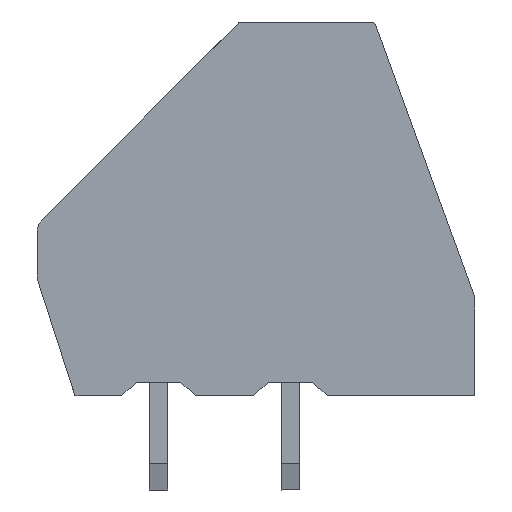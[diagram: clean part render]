
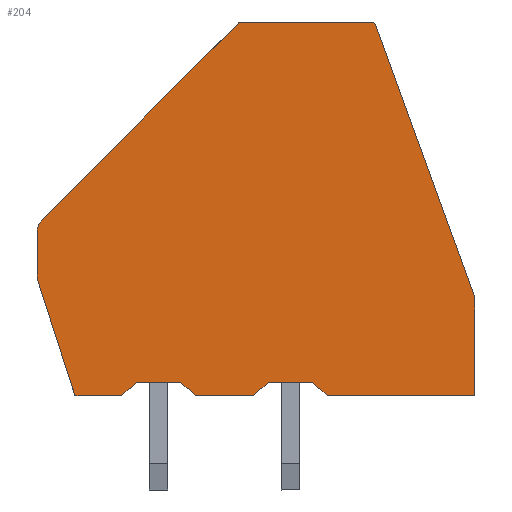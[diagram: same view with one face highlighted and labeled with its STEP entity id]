
A CAD part, front view. The second image highlights one B-rep face of the part: STEP entity #204.
In plain terms, the highlighted planar face has unit normal (0, -1, 0).
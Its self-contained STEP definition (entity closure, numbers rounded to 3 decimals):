
#204 = ADVANCED_FACE( '', ( #525 ), #526, .T. );
#525 = FACE_OUTER_BOUND( '', #1016, .T. );
#526 = PLANE( '', #1017 );
#1016 = EDGE_LOOP( '', ( #1475, #1476, #1477, #1478, #1479, #1480, #1481, #1482, #1483, #1484, #1485, #1486, #1487, #1488, #1489, #1490, #1491, #1492, #1493 ) );
#1017 = AXIS2_PLACEMENT_3D( '', #1494, #1495, #1496 );
#1475 = ORIENTED_EDGE( '', *, *, #2590, .F. );
#1476 = ORIENTED_EDGE( '', *, *, #2591, .F. );
#1477 = ORIENTED_EDGE( '', *, *, #2592, .F. );
#1478 = ORIENTED_EDGE( '', *, *, #2593, .T. );
#1479 = ORIENTED_EDGE( '', *, *, #2594, .T. );
#1480 = ORIENTED_EDGE( '', *, *, #2595, .T. );
#1481 = ORIENTED_EDGE( '', *, *, #2596, .T. );
#1482 = ORIENTED_EDGE( '', *, *, #2597, .T. );
#1483 = ORIENTED_EDGE( '', *, *, #2598, .T. );
#1484 = ORIENTED_EDGE( '', *, *, #2599, .T. );
#1485 = ORIENTED_EDGE( '', *, *, #2600, .T. );
#1486 = ORIENTED_EDGE( '', *, *, #2601, .T. );
#1487 = ORIENTED_EDGE( '', *, *, #2602, .T. );
#1488 = ORIENTED_EDGE( '', *, *, #2603, .T. );
#1489 = ORIENTED_EDGE( '', *, *, #2604, .T. );
#1490 = ORIENTED_EDGE( '', *, *, #2605, .F. );
#1491 = ORIENTED_EDGE( '', *, *, #2606, .F. );
#1492 = ORIENTED_EDGE( '', *, *, #2607, .F. );
#1493 = ORIENTED_EDGE( '', *, *, #2608, .T. );
#1494 = CARTESIAN_POINT( '', ( 57.583, 133.327, -37.014 ) );
#1495 = DIRECTION( '', ( 0., -1., 0. ) );
#1496 = DIRECTION( '', ( 0., 0., -1. ) );
#2590 = EDGE_CURVE( '', #3040, #3041, #3042, .T. );
#2591 = EDGE_CURVE( '', #3043, #3040, #3044, .T. );
#2592 = EDGE_CURVE( '', #3045, #3043, #3046, .T. );
#2593 = EDGE_CURVE( '', #3045, #3047, #3048, .T. );
#2594 = EDGE_CURVE( '', #3047, #3049, #3050, .T. );
#2595 = EDGE_CURVE( '', #3049, #3051, #3052, .T. );
#2596 = EDGE_CURVE( '', #3051, #3053, #3054, .T. );
#2597 = EDGE_CURVE( '', #3053, #3055, #3056, .T. );
#2598 = EDGE_CURVE( '', #3055, #3057, #3058, .T. );
#2599 = EDGE_CURVE( '', #3057, #3059, #3060, .T. );
#2600 = EDGE_CURVE( '', #3059, #3061, #3062, .T. );
#2601 = EDGE_CURVE( '', #3061, #3063, #3064, .T. );
#2602 = EDGE_CURVE( '', #3063, #3065, #3066, .T. );
#2603 = EDGE_CURVE( '', #3065, #3067, #3068, .T. );
#2604 = EDGE_CURVE( '', #3067, #3069, #3070, .T. );
#2605 = EDGE_CURVE( '', #3071, #3069, #3072, .T. );
#2606 = EDGE_CURVE( '', #3073, #3071, #3074, .T. );
#2607 = EDGE_CURVE( '', #3075, #3073, #3076, .T. );
#2608 = EDGE_CURVE( '', #3075, #3041, #3077, .T. );
#3040 = VERTEX_POINT( '', #3705 );
#3041 = VERTEX_POINT( '', #3706 );
#3042 = LINE( '', #3707, #3708 );
#3043 = VERTEX_POINT( '', #3709 );
#3044 = LINE( '', #3710, #3711 );
#3045 = VERTEX_POINT( '', #3712 );
#3046 = LINE( '', #3713, #3714 );
#3047 = VERTEX_POINT( '', #3715 );
#3048 = LINE( '', #3716, #3717 );
#3049 = VERTEX_POINT( '', #3718 );
#3050 = LINE( '', #3719, #3720 );
#3051 = VERTEX_POINT( '', #3721 );
#3052 = LINE( '', #3722, #3723 );
#3053 = VERTEX_POINT( '', #3724 );
#3054 = CIRCLE( '', #3725, 0.2 );
#3055 = VERTEX_POINT( '', #3726 );
#3056 = LINE( '', #3727, #3728 );
#3057 = VERTEX_POINT( '', #3729 );
#3058 = CIRCLE( '', #3730, 0.2 );
#3059 = VERTEX_POINT( '', #3731 );
#3060 = LINE( '', #3732, #3733 );
#3061 = VERTEX_POINT( '', #3734 );
#3062 = CIRCLE( '', #3735, 0.8 );
#3063 = VERTEX_POINT( '', #3736 );
#3064 = LINE( '', #3737, #3738 );
#3065 = VERTEX_POINT( '', #3739 );
#3066 = CIRCLE( '', #3740, 0.8 );
#3067 = VERTEX_POINT( '', #3741 );
#3068 = LINE( '', #3742, #3743 );
#3069 = VERTEX_POINT( '', #3744 );
#3070 = LINE( '', #3745, #3746 );
#3071 = VERTEX_POINT( '', #3747 );
#3072 = LINE( '', #3748, #3749 );
#3073 = VERTEX_POINT( '', #3750 );
#3074 = LINE( '', #3751, #3752 );
#3075 = VERTEX_POINT( '', #3753 );
#3076 = LINE( '', #3754, #3755 );
#3077 = LINE( '', #3756, #3757 );
#3705 = CARTESIAN_POINT( '', ( 53.654, 133.327, -50.614 ) );
#3706 = CARTESIAN_POINT( '', ( 53.058, 133.327, -51.114 ) );
#3707 = CARTESIAN_POINT( '', ( 62.656, 133.327, -43.06 ) );
#3708 = VECTOR( '', #4777, 1000. );
#3709 = CARTESIAN_POINT( '', ( 55.354, 133.327, -50.614 ) );
#3710 = CARTESIAN_POINT( '', ( 57.583, 133.327, -50.614 ) );
#3711 = VECTOR( '', #4778, 1000. );
#3712 = CARTESIAN_POINT( '', ( 55.95, 133.327, -51.114 ) );
#3713 = CARTESIAN_POINT( '', ( 49.965, 133.327, -46.093 ) );
#3714 = VECTOR( '', #4779, 1000. );
#3715 = CARTESIAN_POINT( '', ( 61.564, 133.327, -51.114 ) );
#3716 = CARTESIAN_POINT( '', ( 61.564, 133.327, -51.114 ) );
#3717 = VECTOR( '', #4780, 1000. );
#3718 = CARTESIAN_POINT( '', ( 61.564, 133.327, -47.366 ) );
#3719 = CARTESIAN_POINT( '', ( 61.564, 133.327, -47.366 ) );
#3720 = VECTOR( '', #4781, 1000. );
#3721 = CARTESIAN_POINT( '', ( 57.771, 133.327, -36.946 ) );
#3722 = CARTESIAN_POINT( '', ( 57.771, 133.327, -36.946 ) );
#3723 = VECTOR( '', #4782, 1000. );
#3724 = CARTESIAN_POINT( '', ( 57.583, 133.327, -36.814 ) );
#3725 = AXIS2_PLACEMENT_3D( '', #4783, #4784, #4785 );
#3726 = CARTESIAN_POINT( '', ( 52.647, 133.327, -36.814 ) );
#3727 = CARTESIAN_POINT( '', ( 52.647, 133.327, -36.814 ) );
#3728 = VECTOR( '', #4786, 1000. );
#3729 = CARTESIAN_POINT( '', ( 52.505, 133.327, -36.873 ) );
#3730 = AXIS2_PLACEMENT_3D( '', #4787, #4788, #4789 );
#3731 = CARTESIAN_POINT( '', ( 45.048, 133.327, -44.33 ) );
#3732 = CARTESIAN_POINT( '', ( 45.048, 133.327, -44.33 ) );
#3733 = VECTOR( '', #4790, 1000. );
#3734 = CARTESIAN_POINT( '', ( 44.814, 133.327, -44.895 ) );
#3735 = AXIS2_PLACEMENT_3D( '', #4791, #4792, #4793 );
#3736 = CARTESIAN_POINT( '', ( 44.814, 133.327, -46.488 ) );
#3737 = CARTESIAN_POINT( '', ( 44.814, 133.327, -46.488 ) );
#3738 = VECTOR( '', #4794, 1000. );
#3739 = CARTESIAN_POINT( '', ( 44.852, 133.327, -46.734 ) );
#3740 = AXIS2_PLACEMENT_3D( '', #4795, #4796, #4797 );
#3741 = CARTESIAN_POINT( '', ( 46.264, 133.327, -51.114 ) );
#3742 = CARTESIAN_POINT( '', ( 46.264, 133.327, -51.114 ) );
#3743 = VECTOR( '', #4798, 1000. );
#3744 = CARTESIAN_POINT( '', ( 48.018, 133.327, -51.114 ) );
#3745 = CARTESIAN_POINT( '', ( 61.564, 133.327, -51.114 ) );
#3746 = VECTOR( '', #4799, 1000. );
#3747 = CARTESIAN_POINT( '', ( 48.614, 133.327, -50.614 ) );
#3748 = CARTESIAN_POINT( '', ( 60.574, 133.327, -40.578 ) );
#3749 = VECTOR( '', #4800, 1000. );
#3750 = CARTESIAN_POINT( '', ( 50.314, 133.327, -50.614 ) );
#3751 = CARTESIAN_POINT( '', ( 57.583, 133.327, -50.614 ) );
#3752 = VECTOR( '', #4801, 1000. );
#3753 = CARTESIAN_POINT( '', ( 50.91, 133.327, -51.114 ) );
#3754 = CARTESIAN_POINT( '', ( 47.883, 133.327, -48.574 ) );
#3755 = VECTOR( '', #4802, 1000. );
#3756 = CARTESIAN_POINT( '', ( 61.564, 133.327, -51.114 ) );
#3757 = VECTOR( '', #4803, 1000. );
#4777 = DIRECTION( '', ( -0.766, 0., -0.643 ) );
#4778 = DIRECTION( '', ( -1., 0., 0. ) );
#4779 = DIRECTION( '', ( -0.766, 0., 0.643 ) );
#4780 = DIRECTION( '', ( 1., 0., 0. ) );
#4781 = DIRECTION( '', ( 0., 0., 1. ) );
#4782 = DIRECTION( '', ( -0.342, 0., 0.94 ) );
#4783 = CARTESIAN_POINT( '', ( 57.583, 133.327, -37.014 ) );
#4784 = DIRECTION( '', ( 0., -1., 0. ) );
#4785 = DIRECTION( '', ( -0.574, 0., -0.819 ) );
#4786 = DIRECTION( '', ( -1., 0., 0. ) );
#4787 = CARTESIAN_POINT( '', ( 52.647, 133.327, -37.014 ) );
#4788 = DIRECTION( '', ( 0., -1., 0. ) );
#4789 = DIRECTION( '', ( 0.383, 0., -0.924 ) );
#4790 = DIRECTION( '', ( -0.707, 0., -0.707 ) );
#4791 = CARTESIAN_POINT( '', ( 45.614, 133.327, -44.895 ) );
#4792 = DIRECTION( '', ( 0., -1., 0. ) );
#4793 = DIRECTION( '', ( 0.924, 0., -0.383 ) );
#4794 = DIRECTION( '', ( 0., 0., -1. ) );
#4795 = CARTESIAN_POINT( '', ( 45.614, 133.327, -46.488 ) );
#4796 = DIRECTION( '', ( 0., -1., 0. ) );
#4797 = DIRECTION( '', ( 0.988, 0., 0.155 ) );
#4798 = DIRECTION( '', ( 0.307, 0., -0.952 ) );
#4799 = DIRECTION( '', ( 1., 0., 0. ) );
#4800 = DIRECTION( '', ( -0.766, 0., -0.643 ) );
#4801 = DIRECTION( '', ( -1., 0., 0. ) );
#4802 = DIRECTION( '', ( -0.766, 0., 0.643 ) );
#4803 = DIRECTION( '', ( 1., 0., 0. ) );
